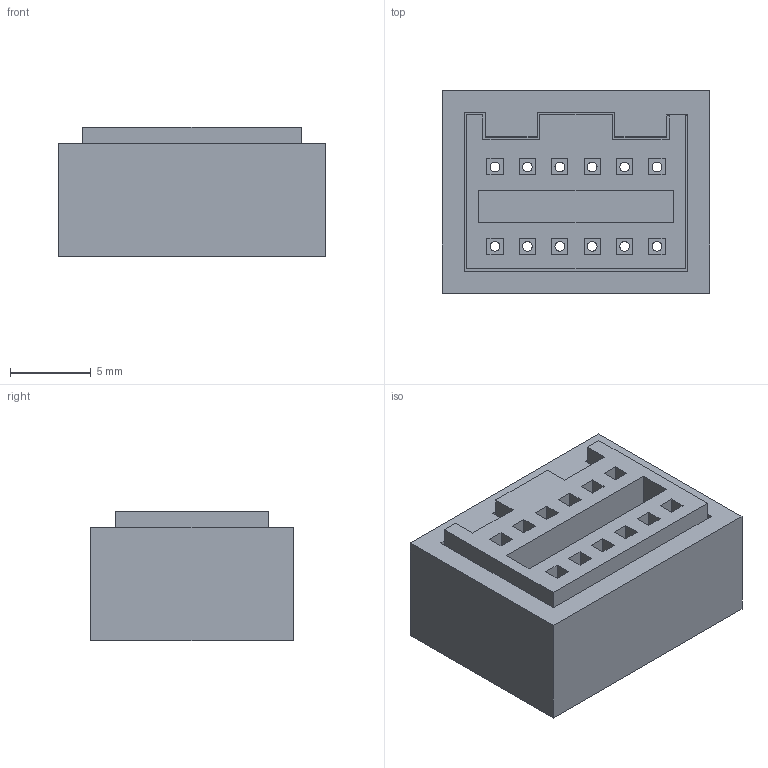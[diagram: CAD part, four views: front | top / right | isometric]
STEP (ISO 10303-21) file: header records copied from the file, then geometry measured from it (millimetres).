
FILE_DESCRIPTION(/* description */ (''),/* implementation_level */ '2;1');
FILE_NAME(/* name */ 'Fan connector_v1.step',/* time_stamp */ '2023-05-19T17:30:58+02:00',/* author */ (''),/* organization */ (''),/* preprocessor_version */ 'ST-DEVELOPER v19.2',/* originating_system */ 'Autodesk Translation Framework v12.4.0.73',/* authorisation */ '');
FILE_SCHEMA (('AUTOMOTIVE_DESIGN { 1 0 10303 214 3 1 1 }'));
Length unit declared in the file: millimetre
Products named in the file (3): Fan connector; Connector; Socket
Assembly tree (2 placements, depth 2):
  Fan connector
    Connector
    Socket
Bounding box: 16.5 x 12.5 x 8 mm (x, y, z)
Volume: 1259.9 mm3; surface area: 2211.2 mm2
Topology: 2 solids, 2 shells, 97 faces, 276 edges, 184 vertices
Faces by surface type: plane 85, cylinder 12
Full cylindrical faces by diameter (mm): 0.6 x12
Entity records: 3299 total; most frequent: CARTESIAN_POINT 562, ORIENTED_EDGE 552, DIRECTION 504, EDGE_CURVE 276, LINE 252, VECTOR 252, VERTEX_POINT 184, EDGE_LOOP 148
